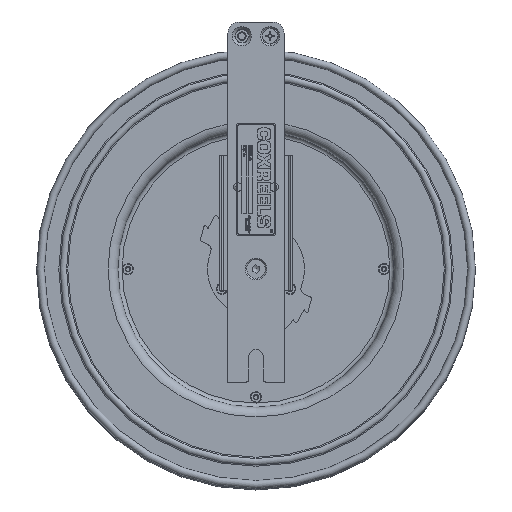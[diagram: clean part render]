
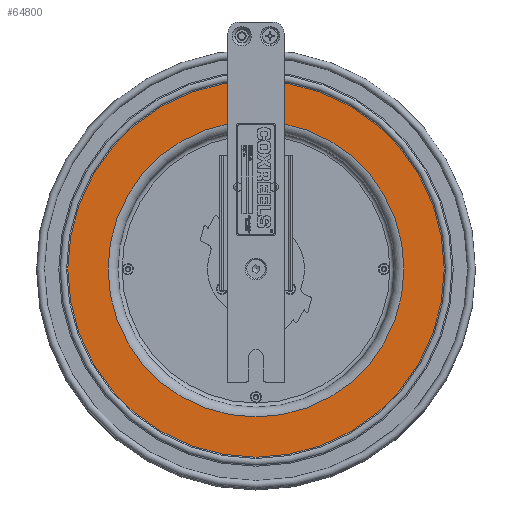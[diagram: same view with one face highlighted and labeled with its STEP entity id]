
A CAD part, top view. The second image highlights one B-rep face of the part: STEP entity #64800.
In plain terms, the highlighted planar face has unit normal (0, 0, 1).
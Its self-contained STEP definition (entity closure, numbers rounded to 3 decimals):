
#359=FACE_BOUND('',#10918,.T.);
#2313=PLANE('',#68737);
#7985=FACE_OUTER_BOUND('',#10917,.T.);
#10917=EDGE_LOOP('',(#59312,#59313));
#10918=EDGE_LOOP('',(#59314,#59315));
#25215=CIRCLE('',#68734,6.575);
#25216=CIRCLE('',#68735,6.575);
#25218=CIRCLE('',#68738,8.363);
#25219=CIRCLE('',#68739,8.363);
#32889=VERTEX_POINT('',#118042);
#32890=VERTEX_POINT('',#118043);
#32891=VERTEX_POINT('',#118048);
#32892=VERTEX_POINT('',#118049);
#43452=EDGE_CURVE('',#32889,#32890,#25215,.T.);
#43453=EDGE_CURVE('',#32890,#32889,#25216,.T.);
#43455=EDGE_CURVE('',#32891,#32892,#25218,.T.);
#43456=EDGE_CURVE('',#32892,#32891,#25219,.T.);
#59312=ORIENTED_EDGE('',*,*,#43455,.F.);
#59313=ORIENTED_EDGE('',*,*,#43456,.F.);
#59314=ORIENTED_EDGE('',*,*,#43452,.T.);
#59315=ORIENTED_EDGE('',*,*,#43453,.T.);
#64800=ADVANCED_FACE('',(#7985,#359),#2313,.T.);
#68734=AXIS2_PLACEMENT_3D('',#118044,#82479,#82480);
#68735=AXIS2_PLACEMENT_3D('',#118045,#82481,#82482);
#68737=AXIS2_PLACEMENT_3D('',#118047,#82485,#82486);
#68738=AXIS2_PLACEMENT_3D('',#118050,#82487,#82488);
#68739=AXIS2_PLACEMENT_3D('',#118051,#82489,#82490);
#82479=DIRECTION('center_axis',(0.,0.,
-1.));
#82480=DIRECTION('ref_axis',(-1.,0.,0.));
#82481=DIRECTION('center_axis',(0.,0.,
-1.));
#82482=DIRECTION('ref_axis',(-1.,0.,0.));
#82485=DIRECTION('center_axis',(0.,0.,
1.));
#82486=DIRECTION('ref_axis',(0.,1.,0.));
#82487=DIRECTION('center_axis',(0.,0.,
-1.));
#82488=DIRECTION('ref_axis',(-1.,0.,0.));
#82489=DIRECTION('center_axis',(0.,0.,
-1.));
#82490=DIRECTION('ref_axis',(-1.,0.,0.));
#118042=CARTESIAN_POINT('',(-6.575,-2.975,-0.713));
#118043=CARTESIAN_POINT('',(0.,3.6,-0.713));
#118044=CARTESIAN_POINT('Origin',(0.,-2.975,-0.713));
#118045=CARTESIAN_POINT('Origin',(0.,-2.975,-0.713));
#118047=CARTESIAN_POINT('Origin',(-7.469,-2.975,-0.713));
#118048=CARTESIAN_POINT('',(-8.363,-2.975,-0.713));
#118049=CARTESIAN_POINT('',(0.,5.388,-0.713));
#118050=CARTESIAN_POINT('Origin',(0.,-2.975,-0.713));
#118051=CARTESIAN_POINT('Origin',(0.,-2.975,-0.713));
